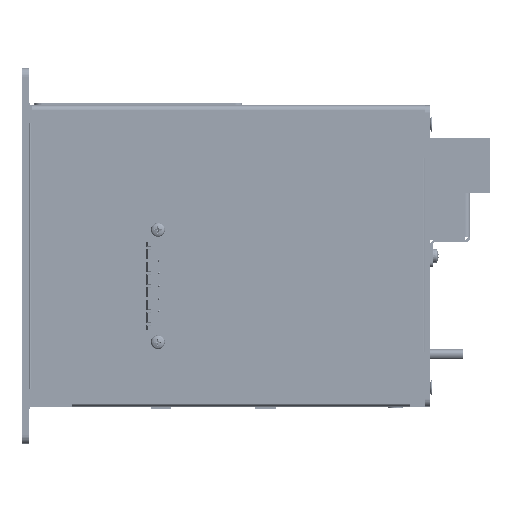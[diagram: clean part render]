
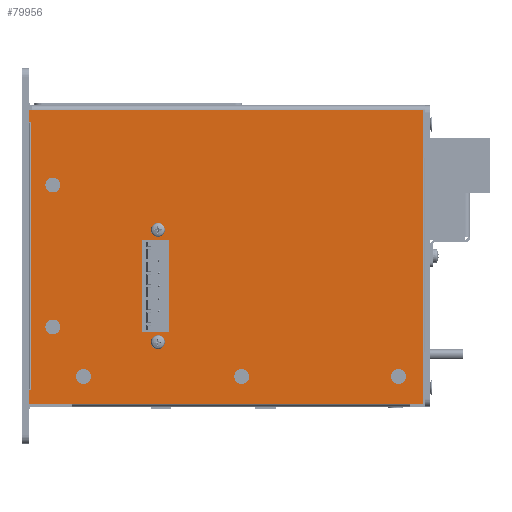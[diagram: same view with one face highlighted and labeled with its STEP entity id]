
A CAD part, left-side view. The second image highlights one B-rep face of the part: STEP entity #79956.
In plain terms, the highlighted planar face has unit normal (-1, 0, 0).
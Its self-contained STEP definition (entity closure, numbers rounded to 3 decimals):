
#4441=FACE_BOUND('',#12188,.T.);
#4442=FACE_BOUND('',#12189,.T.);
#4443=FACE_BOUND('',#12190,.T.);
#4444=FACE_BOUND('',#12191,.T.);
#4445=FACE_BOUND('',#12192,.T.);
#4446=FACE_BOUND('',#12193,.T.);
#4447=FACE_BOUND('',#12194,.T.);
#4448=FACE_BOUND('',#12195,.T.);
#5436=CIRCLE('',#85263,2.55);
#5437=CIRCLE('',#85264,2.55);
#5438=CIRCLE('',#85265,2.55);
#5439=CIRCLE('',#85266,1.75);
#5440=CIRCLE('',#85267,1.75);
#5441=CIRCLE('',#85268,2.55);
#5442=CIRCLE('',#85269,2.55);
#7669=FACE_OUTER_BOUND('',#12187,.T.);
#12187=EDGE_LOOP('',(#53829,#53830,#53831,#53832,#53833,#53834,#53835,#53836,
#53837));
#12188=EDGE_LOOP('',(#53838));
#12189=EDGE_LOOP('',(#53839));
#12190=EDGE_LOOP('',(#53840));
#12191=EDGE_LOOP('',(#53841));
#12192=EDGE_LOOP('',(#53842));
#12193=EDGE_LOOP('',(#53843,#53844,#53845,#53846));
#12194=EDGE_LOOP('',(#53847));
#12195=EDGE_LOOP('',(#53848));
#17700=LINE('',#115229,#26483);
#17709=LINE('',#115247,#26492);
#17712=LINE('',#115253,#26495);
#17714=LINE('',#115257,#26497);
#17715=LINE('',#115259,#26498);
#17716=LINE('',#115261,#26499);
#17717=LINE('',#115263,#26500);
#17718=LINE('',#115265,#26501);
#17719=LINE('',#115266,#26502);
#17720=LINE('',#115279,#26503);
#17721=LINE('',#115281,#26504);
#17722=LINE('',#115283,#26505);
#17723=LINE('',#115284,#26506);
#26483=VECTOR('',#92327,10.);
#26492=VECTOR('',#92342,10.);
#26495=VECTOR('',#92347,10.);
#26497=VECTOR('',#92351,1.44);
#26498=VECTOR('',#92352,10.);
#26499=VECTOR('',#92353,10.);
#26500=VECTOR('',#92354,10.);
#26501=VECTOR('',#92355,10.);
#26502=VECTOR('',#92356,1.44);
#26503=VECTOR('',#92367,10.);
#26504=VECTOR('',#92368,10.);
#26505=VECTOR('',#92369,10.);
#26506=VECTOR('',#92370,10.);
#35266=VERTEX_POINT('',#115226);
#35267=VERTEX_POINT('',#115228);
#35273=VERTEX_POINT('',#115246);
#35275=VERTEX_POINT('',#115252);
#35276=VERTEX_POINT('',#115256);
#35277=VERTEX_POINT('',#115258);
#35278=VERTEX_POINT('',#115260);
#35279=VERTEX_POINT('',#115262);
#35280=VERTEX_POINT('',#115264);
#35281=VERTEX_POINT('',#115267);
#35282=VERTEX_POINT('',#115269);
#35283=VERTEX_POINT('',#115271);
#35284=VERTEX_POINT('',#115273);
#35285=VERTEX_POINT('',#115275);
#35286=VERTEX_POINT('',#115277);
#35287=VERTEX_POINT('',#115278);
#35288=VERTEX_POINT('',#115280);
#35289=VERTEX_POINT('',#115282);
#35290=VERTEX_POINT('',#115285);
#35291=VERTEX_POINT('',#115287);
#42533=EDGE_CURVE('',#35267,#35266,#17700,.T.);
#42542=EDGE_CURVE('',#35273,#35267,#17709,.T.);
#42545=EDGE_CURVE('',#35275,#35273,#17712,.T.);
#42547=EDGE_CURVE('',#35276,#35266,#17714,.T.);
#42548=EDGE_CURVE('',#35277,#35276,#17715,.T.);
#42549=EDGE_CURVE('',#35278,#35277,#17716,.T.);
#42550=EDGE_CURVE('',#35278,#35279,#17717,.T.);
#42551=EDGE_CURVE('',#35279,#35280,#17718,.T.);
#42552=EDGE_CURVE('',#35275,#35280,#17719,.T.);
#42553=EDGE_CURVE('',#35281,#35281,#5436,.T.);
#42554=EDGE_CURVE('',#35282,#35282,#5437,.T.);
#42555=EDGE_CURVE('',#35283,#35283,#5438,.T.);
#42556=EDGE_CURVE('',#35284,#35284,#5439,.T.);
#42557=EDGE_CURVE('',#35285,#35285,#5440,.T.);
#42558=EDGE_CURVE('',#35286,#35287,#17720,.T.);
#42559=EDGE_CURVE('',#35287,#35288,#17721,.T.);
#42560=EDGE_CURVE('',#35288,#35289,#17722,.T.);
#42561=EDGE_CURVE('',#35289,#35286,#17723,.T.);
#42562=EDGE_CURVE('',#35290,#35290,#5441,.T.);
#42563=EDGE_CURVE('',#35291,#35291,#5442,.T.);
#53829=ORIENTED_EDGE('',*,*,#42545,.T.);
#53830=ORIENTED_EDGE('',*,*,#42542,.T.);
#53831=ORIENTED_EDGE('',*,*,#42533,.T.);
#53832=ORIENTED_EDGE('',*,*,#42547,.F.);
#53833=ORIENTED_EDGE('',*,*,#42548,.F.);
#53834=ORIENTED_EDGE('',*,*,#42549,.F.);
#53835=ORIENTED_EDGE('',*,*,#42550,.T.);
#53836=ORIENTED_EDGE('',*,*,#42551,.T.);
#53837=ORIENTED_EDGE('',*,*,#42552,.F.);
#53838=ORIENTED_EDGE('',*,*,#42553,.F.);
#53839=ORIENTED_EDGE('',*,*,#42554,.F.);
#53840=ORIENTED_EDGE('',*,*,#42555,.F.);
#53841=ORIENTED_EDGE('',*,*,#42556,.T.);
#53842=ORIENTED_EDGE('',*,*,#42557,.T.);
#53843=ORIENTED_EDGE('',*,*,#42558,.T.);
#53844=ORIENTED_EDGE('',*,*,#42559,.T.);
#53845=ORIENTED_EDGE('',*,*,#42560,.T.);
#53846=ORIENTED_EDGE('',*,*,#42561,.T.);
#53847=ORIENTED_EDGE('',*,*,#42562,.F.);
#53848=ORIENTED_EDGE('',*,*,#42563,.F.);
#76367=PLANE('',#85262);
#79956=ADVANCED_FACE('',(#7669,#4441,#4442,#4443,#4444,#4445,#4446,#4447,
#4448),#76367,.T.);
#85262=AXIS2_PLACEMENT_3D('',#115255,#92349,#92350);
#85263=AXIS2_PLACEMENT_3D('',#115268,#92357,#92358);
#85264=AXIS2_PLACEMENT_3D('',#115270,#92359,#92360);
#85265=AXIS2_PLACEMENT_3D('',#115272,#92361,#92362);
#85266=AXIS2_PLACEMENT_3D('',#115274,#92363,#92364);
#85267=AXIS2_PLACEMENT_3D('',#115276,#92365,#92366);
#85268=AXIS2_PLACEMENT_3D('',#115286,#92371,#92372);
#85269=AXIS2_PLACEMENT_3D('',#115288,#92373,#92374);
#92327=DIRECTION('',(0.,1.,0.));
#92342=DIRECTION('',(0.,0.,-1.));
#92347=DIRECTION('',(0.,-1.,0.));
#92349=DIRECTION('center_axis',(-1.,0.,0.));
#92350=DIRECTION('ref_axis',(0.,0.,
1.));
#92351=DIRECTION('',(0.,0.,1.));
#92352=DIRECTION('',(0.,1.,0.));
#92353=DIRECTION('',(0.,0.,-1.));
#92354=DIRECTION('',(0.,1.,0.));
#92355=DIRECTION('',(0.,1.,0.));
#92356=DIRECTION('',(0.,0.,1.));
#92357=DIRECTION('center_axis',(-1.,0.,0.));
#92358=DIRECTION('ref_axis',(0.,0.,
-1.));
#92359=DIRECTION('center_axis',(-1.,0.,0.));
#92360=DIRECTION('ref_axis',(0.,0.,
-1.));
#92361=DIRECTION('center_axis',(-1.,0.,0.));
#92362=DIRECTION('ref_axis',(0.,0.,
-1.));
#92363=DIRECTION('center_axis',(1.,0.,0.));
#92364=DIRECTION('ref_axis',(0.,0.,-1.));
#92365=DIRECTION('center_axis',(1.,0.,0.));
#92366=DIRECTION('ref_axis',(0.,0.,-1.));
#92367=DIRECTION('',(0.,0.,-1.));
#92368=DIRECTION('',(0.,1.,0.));
#92369=DIRECTION('',(0.,0.,1.));
#92370=DIRECTION('',(0.,-1.,0.));
#92371=DIRECTION('center_axis',(-1.,0.,0.));
#92372=DIRECTION('ref_axis',(0.,0.,
-1.));
#92373=DIRECTION('center_axis',(-1.,0.,0.));
#92374=DIRECTION('ref_axis',(0.,0.,
-1.));
#115226=CARTESIAN_POINT('',(0.,160.,-113.5));
#115228=CARTESIAN_POINT('',(0.,158.5,-113.5));
#115229=CARTESIAN_POINT('',(0.,119.5,-113.5));
#115246=CARTESIAN_POINT('',(0.,158.5,-5.5));
#115247=CARTESIAN_POINT('',(0.,158.5,-32.185));
#115252=CARTESIAN_POINT('',(0.,160.,-5.5));
#115253=CARTESIAN_POINT('',(0.,120.25,-5.5));
#115255=CARTESIAN_POINT('Origin',(0.,80.5,
-58.869));
#115256=CARTESIAN_POINT('',(0.,160.,-119.));
#115257=CARTESIAN_POINT('',(0.,160.,3.524));
#115258=CARTESIAN_POINT('',(0.,1.,-119.));
#115259=CARTESIAN_POINT('',(0.,1.,-119.));
#115260=CARTESIAN_POINT('',(0.,1.,-1.));
#115261=CARTESIAN_POINT('',(0.,1.,-1.));
#115262=CARTESIAN_POINT('',(0.,158.,-1.));
#115263=CARTESIAN_POINT('',(0.,80.5,-1.));
#115264=CARTESIAN_POINT('',(0.,160.,-1.));
#115265=CARTESIAN_POINT('',(0.,80.5,-1.));
#115266=CARTESIAN_POINT('',(0.,160.,3.524));
#115267=CARTESIAN_POINT('',(0.,149.6,-28.45));
#115268=CARTESIAN_POINT('Origin',(0.,149.6,-31.));
#115269=CARTESIAN_POINT('',(0.,10.709,-105.375));
#115270=CARTESIAN_POINT('Origin',(0.,10.709,
-107.925));
#115271=CARTESIAN_POINT('',(0.,137.291,-105.375));
#115272=CARTESIAN_POINT('Origin',(0.,137.291,
-107.925));
#115273=CARTESIAN_POINT('',(0.,107.426,-92.385));
#115274=CARTESIAN_POINT('Origin',(0.,107.426,
-94.135));
#115275=CARTESIAN_POINT('',(0.,107.4,-47.285));
#115276=CARTESIAN_POINT('Origin',(0.,107.4,
-49.035));
#115277=CARTESIAN_POINT('',(0.,103.1,-53.135));
#115278=CARTESIAN_POINT('',(0.,103.1,-90.035));
#115279=CARTESIAN_POINT('',(0.,103.1,-56.502));
#115280=CARTESIAN_POINT('',(0.,113.6,-90.035));
#115281=CARTESIAN_POINT('',(0.,91.8,-90.035));
#115282=CARTESIAN_POINT('',(0.,113.6,-53.135));
#115283=CARTESIAN_POINT('',(0.,113.6,-74.952));
#115284=CARTESIAN_POINT('',(0.,97.05,-53.135));
#115285=CARTESIAN_POINT('',(0.,73.75,-105.375));
#115286=CARTESIAN_POINT('Origin',(0.,73.75,
-107.925));
#115287=CARTESIAN_POINT('',(0.,149.6,-85.45));
#115288=CARTESIAN_POINT('Origin',(0.,149.6,-88.));
